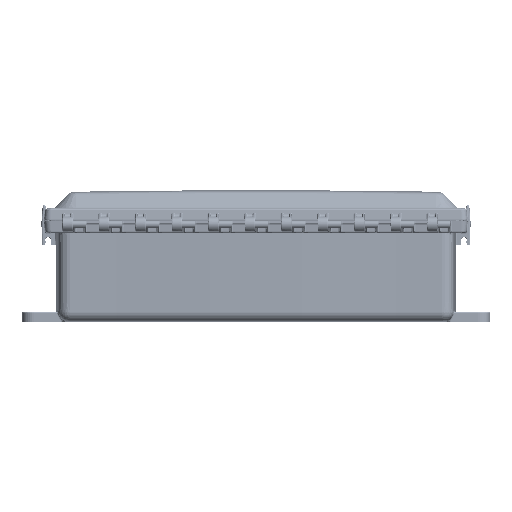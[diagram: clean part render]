
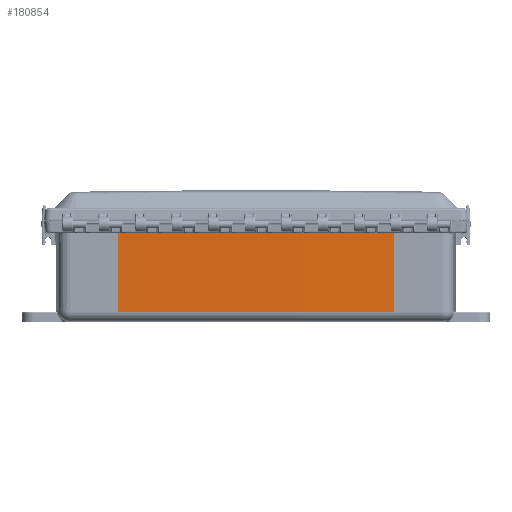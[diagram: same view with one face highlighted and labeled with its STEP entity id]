
A CAD part, top view. The second image highlights one B-rep face of the part: STEP entity #180854.
In plain terms, the highlighted conical face has half-angle 0.25 degrees and reference radius 4479.84 mm.
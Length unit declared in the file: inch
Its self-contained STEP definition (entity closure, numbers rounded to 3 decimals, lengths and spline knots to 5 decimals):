
#3246 = VERTEX_POINT ( 'NONE', #141634 ) ;
#10188 = DIRECTION ( 'NONE',  ( 0., -1., 0. ) ) ;
#10360 = CONICAL_SURFACE ( 'NONE', #128361, 176.37158, 0.004 ) ;
#10485 = EDGE_CURVE ( 'NONE', #165434, #67942, #116007, .T. ) ;
#14698 = DIRECTION ( 'NONE',  ( 0., -1., -0.004 ) ) ;
#16692 = VECTOR ( 'NONE', #14698, 39.37008 ) ;
#17068 = AXIS2_PLACEMENT_3D ( 'NONE', #262047, #74479, #73117 ) ;
#28382 = CARTESIAN_POINT ( 'NONE',  ( 5.67018, -0.20472, 7.14169 ) ) ;
#46929 = CARTESIAN_POINT ( 'NONE',  ( -5.66969, -3.7517, 7.12622 ) ) ;
#64004 = DIRECTION ( 'NONE',  ( 0., 1., 0. ) ) ;
#67942 = VERTEX_POINT ( 'NONE', #46929 ) ;
#70771 = LINE ( 'NONE', #28382, #78256 ) ;
#73117 = DIRECTION ( 'NONE',  ( 0.032, 0., 0.999 ) ) ;
#73345 = EDGE_CURVE ( 'NONE', #3246, #137562, #70771, .T. ) ;
#74479 = DIRECTION ( 'NONE',  ( 0., -1., 0. ) ) ;
#78256 = VECTOR ( 'NONE', #237783, 39.37008 ) ;
#97026 = ORIENTED_EDGE ( 'NONE', *, *, #73345, .F. ) ;
#111250 = CARTESIAN_POINT ( 'NONE',  ( 5.66969, -3.7517, 7.12622 ) ) ;
#116007 = LINE ( 'NONE', #266542, #16692 ) ;
#126971 = CARTESIAN_POINT ( 'NONE',  ( 0., -1.97821, -169.14646 ) ) ;
#128361 = AXIS2_PLACEMENT_3D ( 'NONE', #126971, #64004, #147482 ) ;
#134510 = CARTESIAN_POINT ( 'NONE',  ( -5.67018, -0.20472, 7.14169 ) ) ;
#137562 = VERTEX_POINT ( 'NONE', #111250 ) ;
#141634 = CARTESIAN_POINT ( 'NONE',  ( 5.67018, -0.20472, 7.14169 ) ) ;
#147482 = DIRECTION ( 'NONE',  ( 1., 0., 0. ) ) ;
#159233 = ORIENTED_EDGE ( 'NONE', *, *, #167947, .F. ) ;
#165434 = VERTEX_POINT ( 'NONE', #134510 ) ;
#167947 = EDGE_CURVE ( 'NONE', #137562, #67942, #213600, .T. ) ;
#176035 = CIRCLE ( 'NONE', #219854, 176.37932 ) ;
#178963 = EDGE_CURVE ( 'NONE', #3246, #165434, #176035, .T. ) ;
#180854 = ADVANCED_FACE ( 'NONE', ( #269393 ), #10360, .T. ) ;
#182491 = ORIENTED_EDGE ( 'NONE', *, *, #178963, .T. ) ;
#193646 = CARTESIAN_POINT ( 'NONE',  ( 0., -0.20472, -169.14646 ) ) ;
#200046 = EDGE_LOOP ( 'NONE', ( #159233, #97026, #182491, #203998 ) ) ;
#203998 = ORIENTED_EDGE ( 'NONE', *, *, #10485, .T. ) ;
#213600 = CIRCLE ( 'NONE', #17068, 176.36384 ) ;
#219854 = AXIS2_PLACEMENT_3D ( 'NONE', #193646, #10188, #242834 ) ;
#237783 = DIRECTION ( 'NONE',  ( 0., -1., -0.004 ) ) ;
#242834 = DIRECTION ( 'NONE',  ( 0.032, 0., 0.999 ) ) ;
#262047 = CARTESIAN_POINT ( 'NONE',  ( 0., -3.7517, -169.14646 ) ) ;
#266542 = CARTESIAN_POINT ( 'NONE',  ( -5.67018, -0.20472, 7.14169 ) ) ;
#269393 = FACE_OUTER_BOUND ( 'NONE', #200046, .T. ) ;
